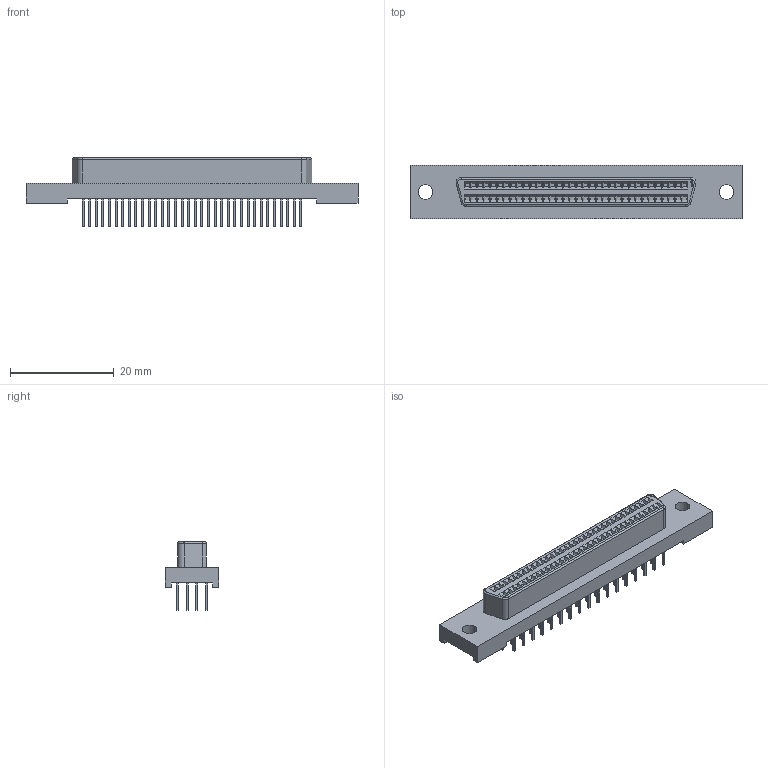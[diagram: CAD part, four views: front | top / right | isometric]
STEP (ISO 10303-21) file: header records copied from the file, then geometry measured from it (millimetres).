
FILE_DESCRIPTION((''),'2;1');
FILE_NAME('TYCO_5786555-7.stp','2013-04-09T13:58:45',(''),(''),'Mechanical Desktop 2011','Mechanical Desktop 2011',', , ');
FILE_SCHEMA(('AUTOMOTIVE_DESIGN { 1 2 10303 214 1 1 1 1 }'));
Length unit declared in the file: millimetre
Products named in the file (1): Product
Bounding box: 63.88 x 10.31 x 13.11 mm (x, y, z)
Volume: 3207.9 mm3; surface area: 4433.8 mm2
Topology: 71 solids, 71 shells, 813 faces, 1793 edges, 1190 vertices
Faces by surface type: plane 675, bspline 114, cylinder 20, torus 4
Entity records: 21893 total; most frequent: CARTESIAN_POINT 4139, ORIENTED_EDGE 3586, DIRECTION 3233, EDGE_CURVE 1793, VECTOR 1753, LINE 1753, VERTEX_POINT 1190, EDGE_LOOP 887
